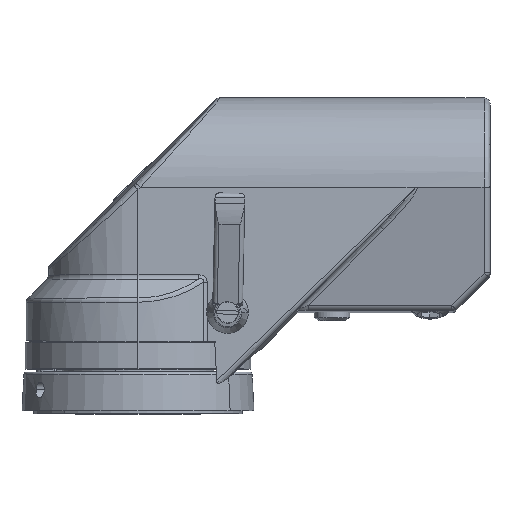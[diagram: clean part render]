
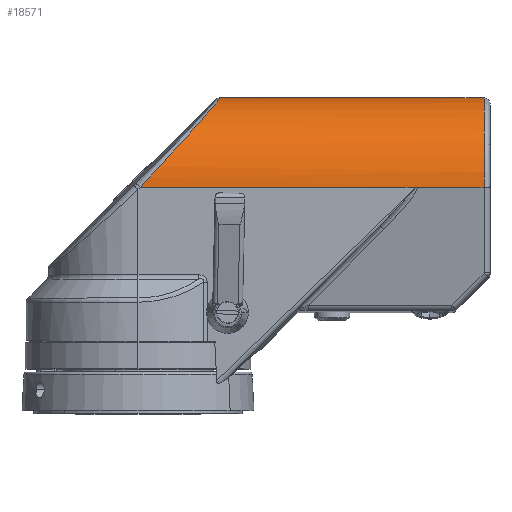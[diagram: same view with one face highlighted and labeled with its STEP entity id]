
A CAD part, top view. The second image highlights one B-rep face of the part: STEP entity #18571.
In plain terms, the highlighted cylindrical face has radius 30 mm (diameter 60 mm), a partial arc.
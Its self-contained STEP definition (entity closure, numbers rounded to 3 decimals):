
#18091 = VERTEX_POINT ( 'NONE', #76175 ) ;
#18094 = EDGE_CURVE ( 'NONE', #18091, #18095, #76174, .T. ) ;
#18095 = VERTEX_POINT ( 'NONE', #76163 ) ;
#18365 = VERTEX_POINT ( 'NONE', #76498 ) ;
#18369 = EDGE_CURVE ( 'NONE', #18372, #18365, #76555, .T. ) ;
#18372 = VERTEX_POINT ( 'NONE', #76551 ) ;
#18571 = ADVANCED_FACE ( 'NONE', ( #76872 ), #76871, .T. ) ;
#18574 = EDGE_LOOP ( 'NONE', ( #18659, #18664, #18671, #18675, #18677, #18681, #18637 ) ) ;
#18637 = ORIENTED_EDGE ( 'NONE', *, *, #18094, .F. ) ;
#18659 = ORIENTED_EDGE ( 'NONE', *, *, #18661, .F. ) ;
#18661 = EDGE_CURVE ( 'NONE', #18663, #18091, #77004, .T. ) ;
#18663 = VERTEX_POINT ( 'NONE', #77000 ) ;
#18664 = ORIENTED_EDGE ( 'NONE', *, *, #18666, .T. ) ;
#18666 = EDGE_CURVE ( 'NONE', #18663, #18668, #76999, .T. ) ;
#18668 = VERTEX_POINT ( 'NONE', #76994 ) ;
#18671 = ORIENTED_EDGE ( 'NONE', *, *, #18672, .T. ) ;
#18672 = EDGE_CURVE ( 'NONE', #18668, #18372, #76993, .T. ) ;
#18675 = ORIENTED_EDGE ( 'NONE', *, *, #18369, .T. ) ;
#18677 = ORIENTED_EDGE ( 'NONE', *, *, #18679, .T. ) ;
#18679 = EDGE_CURVE ( 'NONE', #18365, #18680, #76986, .T. ) ;
#18680 = VERTEX_POINT ( 'NONE', #77023 ) ;
#18681 = ORIENTED_EDGE ( 'NONE', *, *, #18683, .T. ) ;
#18683 = EDGE_CURVE ( 'NONE', #18680, #18095, #77022, .T. ) ;
#76163 = CARTESIAN_POINT ( 'NONE',  ( 0.718, 52., 30. ) ) ;
#76164 = DIRECTION ( 'NONE',  ( -1., 0., 0. ) ) ;
#76165 = VECTOR ( 'NONE', #76164, 1000. ) ;
#76166 = CARTESIAN_POINT ( 'NONE',  ( 118., 52., 30. ) ) ;
#76174 = LINE ( 'NONE', #76166, #76165 ) ;
#76175 = CARTESIAN_POINT ( 'NONE',  ( 93.54, 52., 30. ) ) ;
#76498 = CARTESIAN_POINT ( 'NONE',  ( 0.718, 52., -30. ) ) ;
#76551 = CARTESIAN_POINT ( 'NONE',  ( 93.424, 52., -30. ) ) ;
#76552 = DIRECTION ( 'NONE',  ( -1., 0., 0. ) ) ;
#76553 = VECTOR ( 'NONE', #76552, 1000. ) ;
#76554 = CARTESIAN_POINT ( 'NONE',  ( 118., 52., -30. ) ) ;
#76555 = LINE ( 'NONE', #76554, #76553 ) ;
#76864 = AXIS2_PLACEMENT_3D ( 'NONE', #76865, #76908, #76907 ) ;
#76865 = CARTESIAN_POINT ( 'NONE',  ( 118., 52., 0. ) ) ;
#76871 = CYLINDRICAL_SURFACE ( 'NONE', #76864, 30. ) ;
#76872 = FACE_OUTER_BOUND ( 'NONE', #18574, .T. ) ;
#76907 = DIRECTION ( 'NONE',  ( 0., 0., 1. ) ) ;
#76908 = DIRECTION ( 'NONE',  ( -1., 0., 0. ) ) ;
#76983 = CARTESIAN_POINT ( 'NONE',  ( 17.12, 69.574, -30. ) ) ;
#76984 = CARTESIAN_POINT ( 'NONE',  ( 0.718, 52., -30. ) ) ;
#76986 =( BOUNDED_CURVE ( )  B_SPLINE_CURVE ( 3, ( #76984, #76983, #77025, #77024 ),
 .UNSPECIFIED., .F., .T. ) 
 B_SPLINE_CURVE_WITH_KNOTS ( ( 4, 4 ),
 ( 1.62, 3.191 ),
 .UNSPECIFIED. ) 
 CURVE ( )  GEOMETRIC_REPRESENTATION_ITEM ( )  RATIONAL_B_SPLINE_CURVE ( ( 1., 0.805, 0.805, 1. ) ) 
 REPRESENTATION_ITEM ( '' )  );
#76990 = DIRECTION ( 'NONE',  ( -1., 0., 0. ) ) ;
#76991 = VECTOR ( 'NONE', #76990, 1000. ) ;
#76992 = CARTESIAN_POINT ( 'NONE',  ( 118., 52., -30. ) ) ;
#76993 = LINE ( 'NONE', #76992, #76991 ) ;
#76994 = CARTESIAN_POINT ( 'NONE',  ( 116., 52., -30. ) ) ;
#76995 = DIRECTION ( 'NONE',  ( 0., 0., 1. ) ) ;
#76996 = DIRECTION ( 'NONE',  ( -1., 0., 0. ) ) ;
#76997 = CARTESIAN_POINT ( 'NONE',  ( 116., 52., 0. ) ) ;
#76998 = AXIS2_PLACEMENT_3D ( 'NONE', #76997, #76996, #76995 ) ;
#76999 = CIRCLE ( 'NONE', #76998, 30. ) ;
#77000 = CARTESIAN_POINT ( 'NONE',  ( 116., 52., 30. ) ) ;
#77001 = DIRECTION ( 'NONE',  ( -1., 0., 0. ) ) ;
#77002 = VECTOR ( 'NONE', #77001, 1000. ) ;
#77003 = CARTESIAN_POINT ( 'NONE',  ( 118., 52., 30. ) ) ;
#77004 = LINE ( 'NONE', #77003, #77002 ) ;
#77016 = CARTESIAN_POINT ( 'NONE',  ( 0.718, 52., 30. ) ) ;
#77018 = CARTESIAN_POINT ( 'NONE',  ( 17.12, 69.574, 30. ) ) ;
#77019 = CARTESIAN_POINT ( 'NONE',  ( 28.145, 82., 17.574 ) ) ;
#77021 = CARTESIAN_POINT ( 'NONE',  ( 27.335, 82., 0. ) ) ;
#77022 =( BOUNDED_CURVE ( )  B_SPLINE_CURVE ( 3, ( #77021, #77019, #77018, #77016 ),
 .UNSPECIFIED., .F., .F. ) 
 B_SPLINE_CURVE_WITH_KNOTS ( ( 4, 4 ),
 ( 3.092, 4.663 ),
 .UNSPECIFIED. ) 
 CURVE ( )  GEOMETRIC_REPRESENTATION_ITEM ( )  RATIONAL_B_SPLINE_CURVE ( ( 1., 0.805, 0.805, 1. ) ) 
 REPRESENTATION_ITEM ( '' )  );
#77023 = CARTESIAN_POINT ( 'NONE',  ( 27.335, 82., 0. ) ) ;
#77024 = CARTESIAN_POINT ( 'NONE',  ( 27.335, 82., 0. ) ) ;
#77025 = CARTESIAN_POINT ( 'NONE',  ( 28.145, 82., -17.574 ) ) ;
